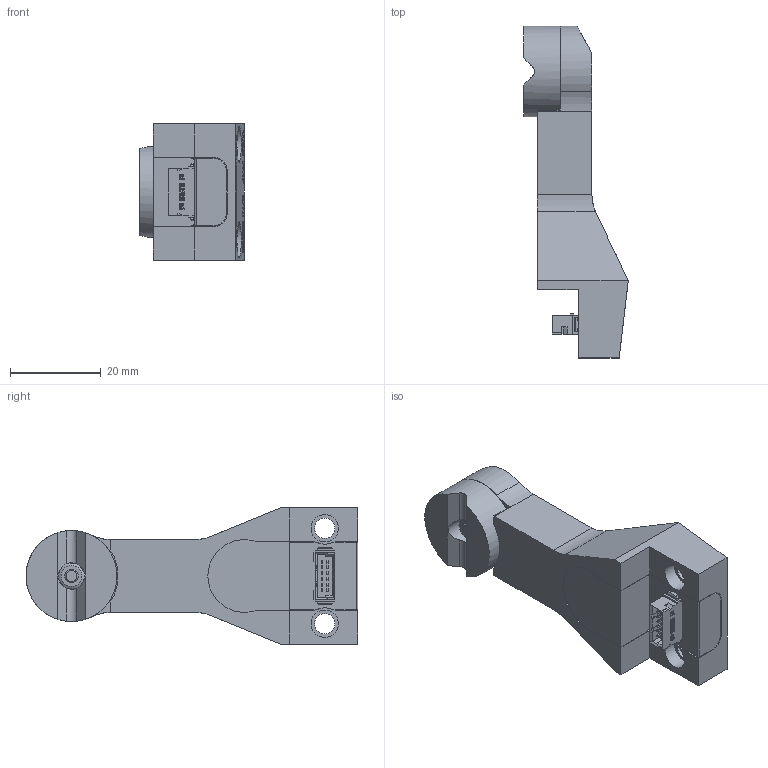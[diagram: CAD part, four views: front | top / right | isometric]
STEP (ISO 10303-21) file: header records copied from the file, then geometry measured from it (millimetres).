
FILE_DESCRIPTION((''),'2;1');
FILE_NAME('WSG-FMF.stp','2013-01-21T10:59:02',('Karsten'),(''),'','','');
FILE_SCHEMA(('AUTOMOTIVE_DESIGN { 1 0 10303 214 1 1 1 1 }'));
Length unit declared in the file: centimetre
Products named in the file (1): WSG-FMF
Bounding box: 23 x 73 x 30 mm (x, y, z)
Volume: 18399.6 mm3; surface area: 13845.6 mm2
Topology: 9 solids, 9 shells, 1899 faces, 5260 edges, 3454 vertices
Faces by surface type: plane 985, cylinder 464, bspline 402, torus 27, cone 21
Full cylindrical faces by diameter (mm): 1.5 x1, 1.567 x1, 1.6 x2, 2 x2, 2.2 x1, 2.459 x1, 2.693 x1, 3 x1, 3.2 x1, 3.4 x1, 4.5 x2, 5.8 x1, 6 x4, 8 x2, 20 x1
Entity records: 70106 total; most frequent: CARTESIAN_POINT 22569, ORIENTED_EDGE 10418, DIRECTION 8363, EDGE_CURVE 5209, VERTEX_POINT 3442, VECTOR 3375, LINE 3375, AXIS2_PLACEMENT_3D 2494
